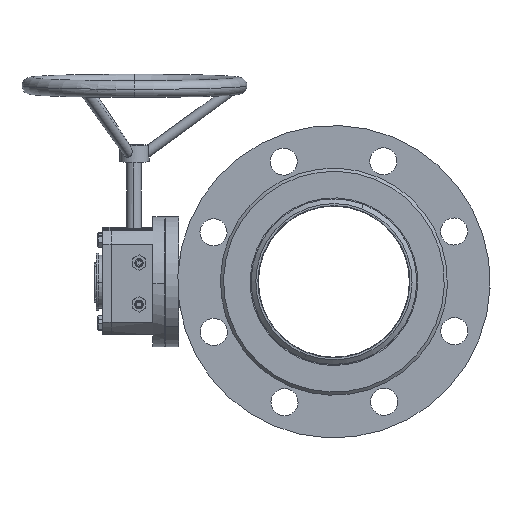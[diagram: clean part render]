
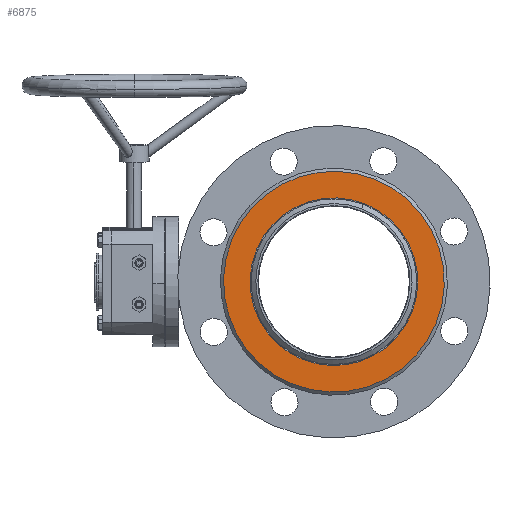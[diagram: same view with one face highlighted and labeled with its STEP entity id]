
A CAD part, left-side view. The second image highlights one B-rep face of the part: STEP entity #6875.
In plain terms, the highlighted face is planar.
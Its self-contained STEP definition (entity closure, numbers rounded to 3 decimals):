
#266 = EDGE_CURVE ( 'NONE', #23201, #3114, #1468, .T. ) ;
#523 = EDGE_CURVE ( 'NONE', #5045, #22082, #13163, .T. ) ;
#875 = CARTESIAN_POINT ( 'NONE',  ( 0., 0., 30. ) ) ;
#1388 = CARTESIAN_POINT ( 'NONE',  ( 0., 0., 30. ) ) ;
#1468 = CIRCLE ( 'NONE', #14655, 106. ) ;
#2251 = DIRECTION ( 'NONE',  ( 1., 0., 0. ) ) ;
#3114 = VERTEX_POINT ( 'NONE', #15563 ) ;
#3528 = FACE_OUTER_BOUND ( 'NONE', #19304, .T. ) ;
#3624 = AXIS2_PLACEMENT_3D ( 'NONE', #1388, #8136, #19126 ) ;
#3769 = CARTESIAN_POINT ( 'NONE',  ( 0., 0., 30. ) ) ;
#4324 = DIRECTION ( 'NONE',  ( 1., 0., 0. ) ) ;
#4562 = CIRCLE ( 'NONE', #17751, 80.5 ) ;
#5045 = VERTEX_POINT ( 'NONE', #17130 ) ;
#5359 = CARTESIAN_POINT ( 'NONE',  ( 80.5, 0., 30. ) ) ;
#5661 = PLANE ( 'NONE',  #8054 ) ;
#5756 = ORIENTED_EDGE ( 'NONE', *, *, #523, .F. ) ;
#5873 = CIRCLE ( 'NONE', #3624, 106. ) ;
#5955 = DIRECTION ( 'NONE',  ( 1., 0., 0. ) ) ;
#6875 = ADVANCED_FACE ( 'NONE', ( #3528, #19587 ), #5661, .T. ) ;
#7297 = DIRECTION ( 'NONE',  ( 1., 0., 0. ) ) ;
#7711 = DIRECTION ( 'NONE',  ( 0., 0., 1. ) ) ;
#8054 = AXIS2_PLACEMENT_3D ( 'NONE', #3769, #10606, #7297 ) ;
#8136 = DIRECTION ( 'NONE',  ( 0., 0., 1. ) ) ;
#10606 = DIRECTION ( 'NONE',  ( 0., 0., 1. ) ) ;
#10762 = CARTESIAN_POINT ( 'NONE',  ( 106., 0., 30. ) ) ;
#11233 = DIRECTION ( 'NONE',  ( 0., 0., 1. ) ) ;
#12516 = EDGE_CURVE ( 'NONE', #22082, #5045, #4562, .T. ) ;
#12993 = ORIENTED_EDGE ( 'NONE', *, *, #266, .T. ) ;
#13163 = CIRCLE ( 'NONE', #19217, 80.5 ) ;
#13797 = EDGE_CURVE ( 'NONE', #3114, #23201, #5873, .T. ) ;
#14655 = AXIS2_PLACEMENT_3D ( 'NONE', #875, #20837, #4324 ) ;
#15563 = CARTESIAN_POINT ( 'NONE',  ( -106., 0., 30. ) ) ;
#17130 = CARTESIAN_POINT ( 'NONE',  ( -80.5, 0., 30. ) ) ;
#17751 = AXIS2_PLACEMENT_3D ( 'NONE', #20197, #11233, #2251 ) ;
#17789 = ORIENTED_EDGE ( 'NONE', *, *, #13797, .T. ) ;
#18276 = EDGE_LOOP ( 'NONE', ( #5756, #20417 ) ) ;
#19126 = DIRECTION ( 'NONE',  ( 1., 0., 0. ) ) ;
#19217 = AXIS2_PLACEMENT_3D ( 'NONE', #21984, #7711, #5955 ) ;
#19304 = EDGE_LOOP ( 'NONE', ( #17789, #12993 ) ) ;
#19587 = FACE_BOUND ( 'NONE', #18276, .T. ) ;
#20197 = CARTESIAN_POINT ( 'NONE',  ( 0., 0., 30. ) ) ;
#20417 = ORIENTED_EDGE ( 'NONE', *, *, #12516, .F. ) ;
#20837 = DIRECTION ( 'NONE',  ( 0., 0., 1. ) ) ;
#21984 = CARTESIAN_POINT ( 'NONE',  ( 0., 0., 30. ) ) ;
#22082 = VERTEX_POINT ( 'NONE', #5359 ) ;
#23201 = VERTEX_POINT ( 'NONE', #10762 ) ;
